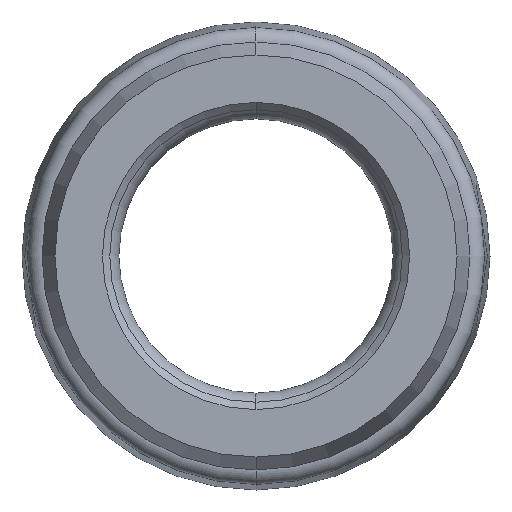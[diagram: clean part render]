
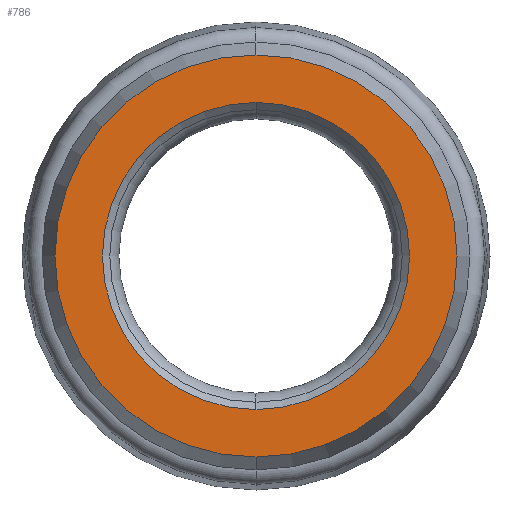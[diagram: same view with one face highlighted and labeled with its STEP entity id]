
A CAD part, left-side view. The second image highlights one B-rep face of the part: STEP entity #786.
In plain terms, the highlighted planar face has unit normal (-1, 0, 0).
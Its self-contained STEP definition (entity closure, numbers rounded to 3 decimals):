
#78 = CARTESIAN_POINT ( 'NONE',  ( 0., 0., -4.2 ) ) ;
#137 = EDGE_CURVE ( 'NONE', #868, #865, #485, .T. ) ;
#138 = EDGE_CURVE ( 'NONE', #909, #859, #504, .T. ) ;
#140 = EDGE_CURVE ( 'NONE', #865, #868, #495, .T. ) ;
#158 = AXIS2_PLACEMENT_3D ( 'NONE', #955, #966, #960 ) ;
#159 = AXIS2_PLACEMENT_3D ( 'NONE', #954, #970, #971 ) ;
#188 = EDGE_CURVE ( 'NONE', #859, #909, #466, .T. ) ;
#204 = AXIS2_PLACEMENT_3D ( 'NONE', #947, #950, #967 ) ;
#228 = AXIS2_PLACEMENT_3D ( 'NONE', #942, #268, #269 ) ;
#268 = DIRECTION ( 'NONE',  ( 1., 0., 0. ) ) ;
#269 = DIRECTION ( 'NONE',  ( 0., 0., -1. ) ) ;
#425 = CARTESIAN_POINT ( 'NONE',  ( 0., 0., -5.5 ) ) ;
#427 = DIRECTION ( 'NONE',  ( 0., 0., -1. ) ) ;
#428 = CARTESIAN_POINT ( 'NONE',  ( 0., 0., 4.2 ) ) ;
#431 = CARTESIAN_POINT ( 'NONE',  ( 0., 0., 5.5 ) ) ;
#436 = CARTESIAN_POINT ( 'NONE',  ( 0., 4., 0. ) ) ;
#437 = DIRECTION ( 'NONE',  ( 1., 0., 0. ) ) ;
#438 = PLANE ( 'NONE',  #554 ) ;
#466 = CIRCLE ( 'NONE', #228, 4.2 ) ;
#485 = CIRCLE ( 'NONE', #158, 5.5 ) ;
#495 = CIRCLE ( 'NONE', #204, 5.5 ) ;
#497 = EDGE_LOOP ( 'NONE', ( #876, #1137 ) ) ;
#504 = CIRCLE ( 'NONE', #159, 4.2 ) ;
#508 = EDGE_LOOP ( 'NONE', ( #1037, #1133 ) ) ;
#554 = AXIS2_PLACEMENT_3D ( 'NONE', #436, #437, #427 ) ;
#786 = ADVANCED_FACE ( 'NONE', ( #1076, #1079 ), #438, .F. ) ;
#859 = VERTEX_POINT ( 'NONE', #428 ) ;
#865 = VERTEX_POINT ( 'NONE', #425 ) ;
#868 = VERTEX_POINT ( 'NONE', #431 ) ;
#876 = ORIENTED_EDGE ( 'NONE', *, *, #188, .T. ) ;
#909 = VERTEX_POINT ( 'NONE', #78 ) ;
#942 = CARTESIAN_POINT ( 'NONE',  ( 0., 0., 0. ) ) ;
#947 = CARTESIAN_POINT ( 'NONE',  ( 0., 0., 0. ) ) ;
#950 = DIRECTION ( 'NONE',  ( -1., 0., 0. ) ) ;
#954 = CARTESIAN_POINT ( 'NONE',  ( 0., 0., 0. ) ) ;
#955 = CARTESIAN_POINT ( 'NONE',  ( 0., 0., 0. ) ) ;
#960 = DIRECTION ( 'NONE',  ( 0., 0., 1. ) ) ;
#966 = DIRECTION ( 'NONE',  ( -1., 0., 0. ) ) ;
#967 = DIRECTION ( 'NONE',  ( 0., 0., 1. ) ) ;
#970 = DIRECTION ( 'NONE',  ( 1., 0., 0. ) ) ;
#971 = DIRECTION ( 'NONE',  ( 0., 0., -1. ) ) ;
#1037 = ORIENTED_EDGE ( 'NONE', *, *, #140, .T. ) ;
#1076 = FACE_BOUND ( 'NONE', #497, .T. ) ;
#1079 = FACE_OUTER_BOUND ( 'NONE', #508, .T. ) ;
#1133 = ORIENTED_EDGE ( 'NONE', *, *, #137, .T. ) ;
#1137 = ORIENTED_EDGE ( 'NONE', *, *, #138, .T. ) ;
